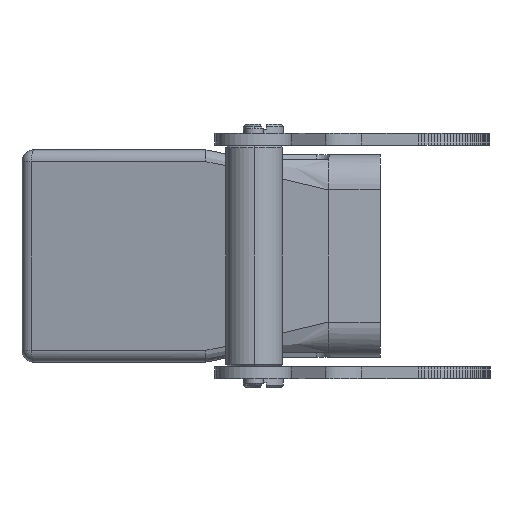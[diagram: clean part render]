
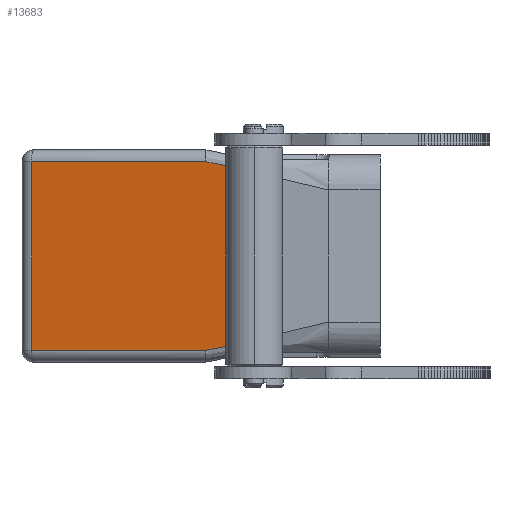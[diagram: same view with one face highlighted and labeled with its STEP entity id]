
A CAD part, left-side view. The second image highlights one B-rep face of the part: STEP entity #13683.
In plain terms, the highlighted planar face has unit normal (-0.982, 0.191, 0).
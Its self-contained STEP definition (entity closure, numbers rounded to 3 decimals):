
#1828=DIRECTION('',(0.191,0.982,0.));
#1829=VECTOR('',#1828,37.669);
#1830=CARTESIAN_POINT('',(-57.03,5.,20.));
#1831=LINE('',#1830,#1829);
#1856=DIRECTION('',(0.,0.,-1.));
#1857=VECTOR('',#1856,40.);
#1858=CARTESIAN_POINT('',(-49.843,41.977,20.));
#1859=LINE('',#1858,#1857);
#2167=DIRECTION('',(-0.187,-0.963,-0.193));
#2168=VECTOR('',#2167,5.192);
#2169=CARTESIAN_POINT('',(-57.03,5.,20.));
#2170=LINE('',#2169,#2168);
#2171=DIRECTION('',(0.187,0.963,-0.193));
#2172=VECTOR('',#2171,5.192);
#2173=CARTESIAN_POINT('',(-58.002,-0.001,
-19.));
#2174=LINE('',#2173,#2172);
#2276=DIRECTION('',(0.,0.,1.));
#2277=VECTOR('',#2276,38.);
#2278=CARTESIAN_POINT('',(-58.002,-0.001,
-19.));
#2279=LINE('',#2278,#2277);
#2407=DIRECTION('',(-0.191,-0.982,0.));
#2408=VECTOR('',#2407,37.669);
#2409=CARTESIAN_POINT('',(-49.843,41.977,
-20.));
#2410=LINE('',#2409,#2408);
#9029=CARTESIAN_POINT('',(-58.002,-0.001,
-19.));
#9030=CARTESIAN_POINT('',(-57.03,5.,
-20.));
#9031=VERTEX_POINT('',#9029);
#9032=VERTEX_POINT('',#9030);
#9034=CARTESIAN_POINT('',(-57.03,5.,20.));
#9035=CARTESIAN_POINT('',(-49.843,41.977,20.));
#9036=VERTEX_POINT('',#9034);
#9037=VERTEX_POINT('',#9035);
#9038=CARTESIAN_POINT('',(-58.002,-0.001,
19.));
#9039=VERTEX_POINT('',#9038);
#9040=CARTESIAN_POINT('',(-49.843,41.977,
-20.));
#9041=VERTEX_POINT('',#9040);
#13667=CARTESIAN_POINT('',(-49.68,42.817,
-20.8));
#13668=DIRECTION('',(-0.982,0.191,0.));
#13669=DIRECTION('',(-0.191,-0.982,0.));
#13670=AXIS2_PLACEMENT_3D('',#13667,#13668,#13669);
#13671=PLANE('',#13670);
#13672=ORIENTED_EDGE('',*,*,#13215,.F.);
#13674=ORIENTED_EDGE('',*,*,#13673,.T.);
#13676=ORIENTED_EDGE('',*,*,#13675,.F.);
#13677=ORIENTED_EDGE('',*,*,#13655,.T.);
#13679=ORIENTED_EDGE('',*,*,#13678,.F.);
#13680=ORIENTED_EDGE('',*,*,#13244,.F.);
#13681=EDGE_LOOP('',(#13672,#13674,#13676,#13677,#13679,#13680));
#13682=FACE_OUTER_BOUND('',#13681,.F.);
#13683=ADVANCED_FACE('',(#13682),#13671,.T.);
#13215=EDGE_CURVE('',#9036,#9037,#1831,.T.);
#13244=EDGE_CURVE('',#9037,#9041,#1859,.T.);
#13655=EDGE_CURVE('',#9031,#9032,#2174,.T.);
#13673=EDGE_CURVE('',#9036,#9039,#2170,.T.);
#13675=EDGE_CURVE('',#9031,#9039,#2279,.T.);
#13678=EDGE_CURVE('',#9041,#9032,#2410,.T.);
